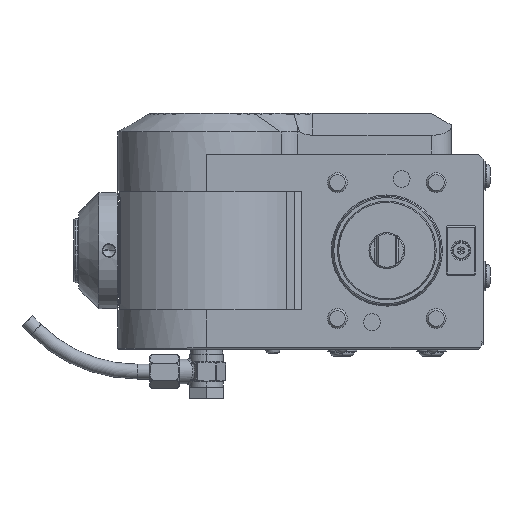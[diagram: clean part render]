
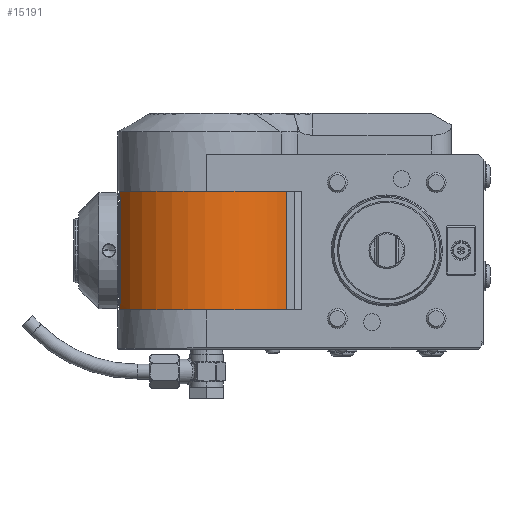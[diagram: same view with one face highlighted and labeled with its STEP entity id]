
A CAD part, front view. The second image highlights one B-rep face of the part: STEP entity #15191.
In plain terms, the highlighted cylindrical face has radius 41 mm (diameter 82 mm), a partial arc.
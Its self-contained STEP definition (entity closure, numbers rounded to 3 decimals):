
#468=DIRECTION('',(0.,0.,-1.));
#469=VECTOR('',#468,2.582);
#470=CARTESIAN_POINT('',(-108.2,14.977,24.));
#471=LINE('',#470,#469);
#520=DIRECTION('',(0.,0.,-1.));
#521=VECTOR('',#520,2.582);
#522=CARTESIAN_POINT('',(-108.2,14.977,-21.418));
#523=LINE('',#522,#521);
#577=CARTESIAN_POINT('',(-73.,36.,24.));
#578=DIRECTION('',(0.,0.,-1.));
#579=DIRECTION('',(0.793,-0.61,0.));
#580=AXIS2_PLACEMENT_3D('',#577,#578,#579);
#624=DIRECTION('',(0.,0.,1.));
#625=VECTOR('',#624,48.);
#626=CARTESIAN_POINT('',(-40.504,11.,-24.));
#627=LINE('',#626,#625);
#648=CARTESIAN_POINT('',(-73.,36.,-24.));
#649=DIRECTION('',(0.,0.,1.));
#650=DIRECTION('',(0.479,-0.878,0.));
#651=AXIS2_PLACEMENT_3D('',#648,#649,#650);
#804=CARTESIAN_POINT('',(-73.,36.,-24.));
#805=DIRECTION('',(0.,0.,-1.));
#806=DIRECTION('',(0.479,-0.878,0.));
#807=AXIS2_PLACEMENT_3D('',#804,#805,#806);
#813=CARTESIAN_POINT('',(-107.847,14.397,-21.583));
#814=CARTESIAN_POINT('',(-107.966,14.589,-21.528));
#815=CARTESIAN_POINT('',(-108.084,14.783,-21.473));
#816=CARTESIAN_POINT('',(-108.2,14.977,-21.418));
#818=DIRECTION('',(0.,0.,-1.));
#819=VECTOR('',#818,43.166);
#820=CARTESIAN_POINT('',(-107.847,14.397,21.583));
#821=LINE('',#820,#819);
#856=CARTESIAN_POINT('',(-107.847,14.397,21.583));
#857=CARTESIAN_POINT('',(-107.966,14.589,21.528));
#858=CARTESIAN_POINT('',(-108.084,14.783,21.473));
#859=CARTESIAN_POINT('',(-108.2,14.977,21.418));
#869=CARTESIAN_POINT('',(-73.,36.,24.));
#870=DIRECTION('',(0.,0.,-1.));
#871=DIRECTION('',(0.479,-0.878,0.));
#872=AXIS2_PLACEMENT_3D('',#869,#870,#871);
#14102=CARTESIAN_POINT('',(-53.379,0.,24.));
#14103=CARTESIAN_POINT('',(-108.2,14.977,24.));
#14104=VERTEX_POINT('',#14102);
#14105=VERTEX_POINT('',#14103);
#14110=CARTESIAN_POINT('',(-53.379,0.,-24.));
#14111=CARTESIAN_POINT('',(-108.2,14.977,-24.));
#14112=VERTEX_POINT('',#14110);
#14113=VERTEX_POINT('',#14111);
#14176=CARTESIAN_POINT('',(-40.504,11.,24.));
#14177=VERTEX_POINT('',#14176);
#14188=CARTESIAN_POINT('',(-40.504,11.,-24.));
#14189=VERTEX_POINT('',#14188);
#14232=VERTEX_POINT('',#856);
#14233=VERTEX_POINT('',#859);
#14236=VERTEX_POINT('',#813);
#14237=VERTEX_POINT('',#816);
#15167=CARTESIAN_POINT('',(-73.,36.,24.));
#15168=DIRECTION('',(0.,0.,1.));
#15169=DIRECTION('',(0.,1.,0.));
#15170=AXIS2_PLACEMENT_3D('',#15167,#15168,#15169);
#15171=CYLINDRICAL_SURFACE('',#15170,41.);
#15172=ORIENTED_EDGE('',*,*,#15137,.F.);
#15174=ORIENTED_EDGE('',*,*,#15173,.F.);
#15176=ORIENTED_EDGE('',*,*,#15175,.F.);
#15178=ORIENTED_EDGE('',*,*,#15177,.T.);
#15179=ORIENTED_EDGE('',*,*,#15041,.F.);
#15181=ORIENTED_EDGE('',*,*,#15180,.F.);
#15183=ORIENTED_EDGE('',*,*,#15182,.F.);
#15185=ORIENTED_EDGE('',*,*,#15184,.T.);
#15186=ORIENTED_EDGE('',*,*,#15017,.F.);
#15188=ORIENTED_EDGE('',*,*,#15187,.F.);
#15189=EDGE_LOOP('',(#15172,#15174,#15176,#15178,#15179,#15181,#15183,#15185,
#15186,#15188));
#15190=FACE_OUTER_BOUND('',#15189,.F.);
#581=CIRCLE('',#580,41.);
#652=CIRCLE('',#651,41.);
#808=CIRCLE('',#807,41.);
#817=B_SPLINE_CURVE_WITH_KNOTS('',3,(#813,#814,#815,#816),.UNSPECIFIED.,.F.,.F.,
(4,4),(0.,1.),.UNSPECIFIED.);
#860=B_SPLINE_CURVE_WITH_KNOTS('',3,(#856,#857,#858,#859),.UNSPECIFIED.,.F.,.F.,
(4,4),(0.,1.),.UNSPECIFIED.);
#873=CIRCLE('',#872,41.);
#15017=EDGE_CURVE('',#14105,#14233,#471,.T.);
#15041=EDGE_CURVE('',#14237,#14113,#523,.T.);
#15137=EDGE_CURVE('',#14177,#14104,#581,.T.);
#15173=EDGE_CURVE('',#14189,#14177,#627,.T.);
#15175=EDGE_CURVE('',#14112,#14189,#652,.T.);
#15177=EDGE_CURVE('',#14112,#14113,#808,.T.);
#15180=EDGE_CURVE('',#14236,#14237,#817,.T.);
#15182=EDGE_CURVE('',#14232,#14236,#821,.T.);
#15184=EDGE_CURVE('',#14232,#14233,#860,.T.);
#15187=EDGE_CURVE('',#14104,#14105,#873,.T.);
#15191=ADVANCED_FACE('',(#15190),#15171,.T.);
